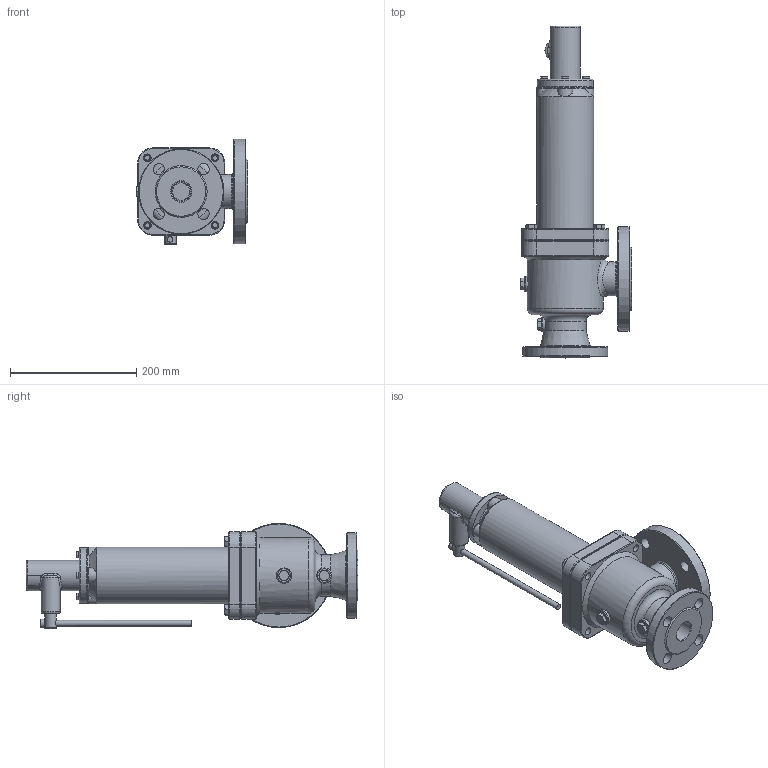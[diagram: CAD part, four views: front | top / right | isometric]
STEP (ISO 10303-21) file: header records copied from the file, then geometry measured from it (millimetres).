
FILE_DESCRIPTION(/* description */ (''),/* implementation_level */ '2;1');
FILE_NAME(/* name */ 'DN32_3D_STEP.stp',/* time_stamp */ '2025-10-20T23:14:42+03:00',/* author */ ('igorr'),/* organization */ (''),/* preprocessor_version */ 'ST-DEVELOPER v20',/* originating_system */ 'Autodesk Inventor 2025',/* authorisation */ '');
FILE_SCHEMA (('AUTOMOTIVE_DESIGN { 1 0 10303 214 3 1 1 }'));
Length unit declared in the file: millimetre
Products named in the file (6): Сборка; Деталь1; Деталь2; Деталь3; AS 1110 - M6 x 12; AS 1110 - M10 x 16
Assembly tree (13 placements, depth 2):
  Сборка
    Деталь1
    Деталь2
    Деталь3
    AS 1110 - M10 x 16  x6
    AS 1110 - M6 x 12  x4
Bounding box: 175.94 x 525 x 166.58 mm (x, y, z)
Volume: 3754994.5 mm3; surface area: 416880 mm2
Topology: 13 solids, 13 shells, 535 faces, 1236 edges, 759 vertices
Faces by surface type: plane 243, cylinder 124, cone 86, bspline 43, torus 39
Full cylindrical faces by diameter (mm): 6 x4, 7.32 x8, 9 x2, 10 x10, 12 x11, 12.967 x1, 16 x6, 18 x9, 24 x3, 27.6 x1, 30 x2, 32 x1, 36 x1, 38.222 x1, 42 x1, 48 x1, 50 x1, 54 x2, 60 x1, 66 x2, 72 x2, 88.265 x1, 90 x1, 102 x1, 120 x1, 134.4 x1, 135 x1, 165 x1
Entity records: 13404 total; most frequent: CARTESIAN_POINT 4929, DIRECTION 1669, ORIENTED_EDGE 1640, EDGE_CURVE 820, AXIS2_PLACEMENT_3D 698, VERTEX_POINT 519, EDGE_LOOP 419, CIRCLE 371
